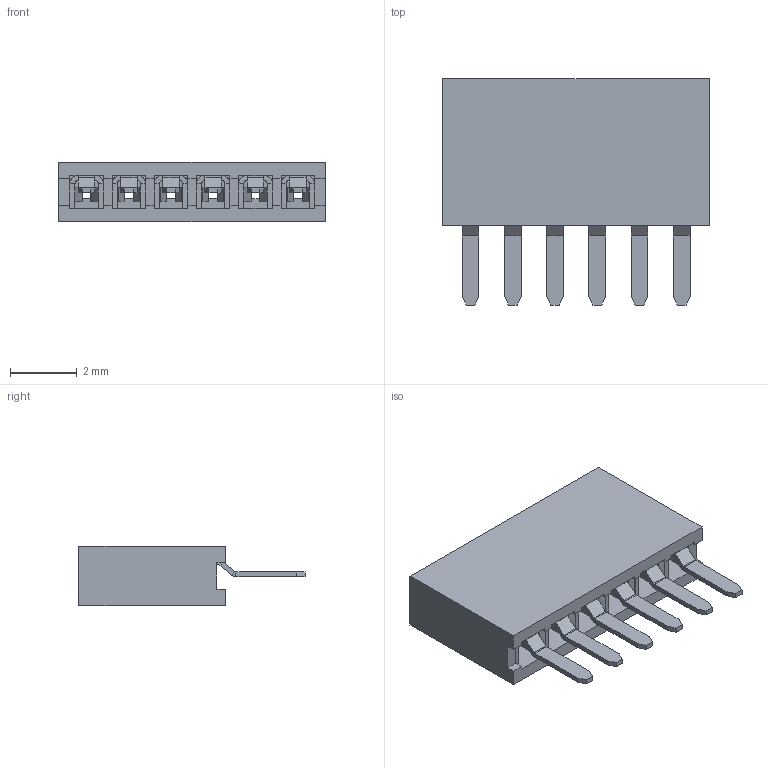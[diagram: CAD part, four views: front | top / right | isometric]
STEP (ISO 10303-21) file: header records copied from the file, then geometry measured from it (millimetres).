
FILE_DESCRIPTION((''),'2;1');
FILE_NAME('M50-3030642_ASM','2016-08-11T',('mperren'),(''),'CREO PARAMETRIC BY PTC INC, 2016050','CREO PARAMETRIC BY PTC INC, 2016050','');
FILE_SCHEMA(('CONFIG_CONTROL_DESIGN'));
Length unit declared in the file: millimetre
Products named in the file (3): M50-30306_MOULD; M50-303_CONTACT; M50-3030642_ASM
Assembly tree (7 placements, depth 2):
  M50-3030642_ASM
    M50-30306_MOULD
    M50-303_CONTACT  x6
Bounding box: 8.02 x 6.8 x 1.8 mm (x, y, z)
Volume: 45.5 mm3; surface area: 328.7 mm2
Topology: 7 solids, 7 shells, 766 faces, 1776 edges, 1024 vertices
Faces by surface type: plane 562, cylinder 204
Entity records: 8028 total; most frequent: CARTESIAN_POINT 1118, ORIENTED_EDGE 1072, DIRECTION 1048, EDGE_CURVE 536, VECTOR 464, LINE 464, PRESENTATION_STYLE_ASSIGNMENT 398, STYLED_ITEM 398
